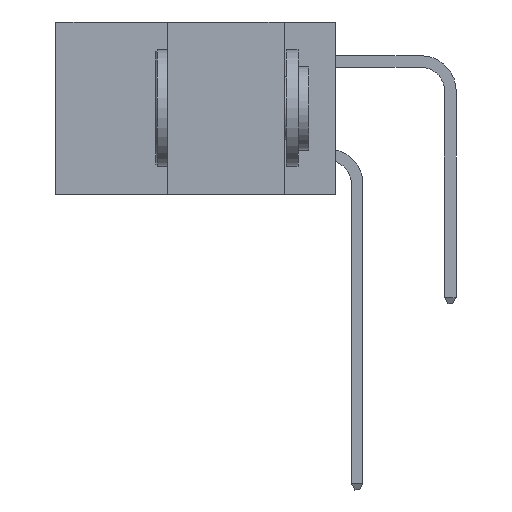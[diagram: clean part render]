
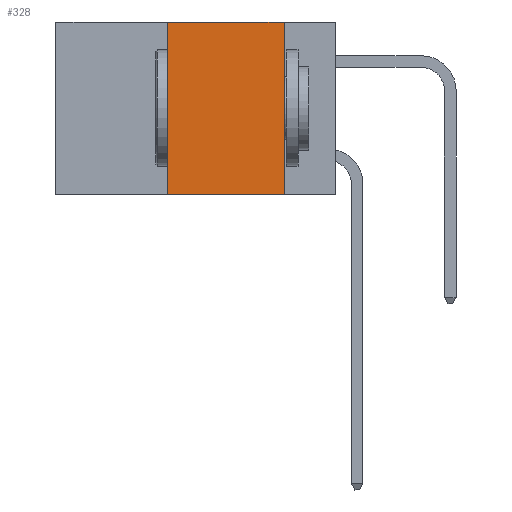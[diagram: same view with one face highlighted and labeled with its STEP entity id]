
A CAD part, left-side view. The second image highlights one B-rep face of the part: STEP entity #328.
In plain terms, the highlighted planar face has unit normal (-1, 0, 0).
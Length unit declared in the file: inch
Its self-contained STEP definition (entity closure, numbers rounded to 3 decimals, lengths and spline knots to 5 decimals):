
#328 = ADVANCED_FACE ( 'NONE', ( #9429 ), #10762, .F. ) ;
#493 = EDGE_CURVE ( 'NONE', #18408, #15546, #6857, .T. ) ;
#3554 = CARTESIAN_POINT ( 'NONE',  ( 0., 0.6, 0. ) ) ;
#4051 = DIRECTION ( 'NONE',  ( 0., 0., 1. ) ) ;
#4684 = CARTESIAN_POINT ( 'NONE',  ( 0., 0.36, -0.37 ) ) ;
#6857 = LINE ( 'NONE', #3554, #14501 ) ;
#7816 = ORIENTED_EDGE ( 'NONE', *, *, #22663, .F. ) ;
#9429 = FACE_OUTER_BOUND ( 'NONE', #24619, .T. ) ;
#10696 = AXIS2_PLACEMENT_3D ( 'NONE', #13295, #16248, #21843 ) ;
#10762 = PLANE ( 'NONE',  #10696 ) ;
#13125 = VERTEX_POINT ( 'NONE', #13276 ) ;
#13276 = CARTESIAN_POINT ( 'NONE',  ( 0., 0.11, -0.37 ) ) ;
#13295 = CARTESIAN_POINT ( 'NONE',  ( 0., 0.6, 0. ) ) ;
#13815 = LINE ( 'NONE', #34397, #15923 ) ;
#14501 = VECTOR ( 'NONE', #27770, 39.37008 ) ;
#14791 = VERTEX_POINT ( 'NONE', #4684 ) ;
#15546 = VERTEX_POINT ( 'NONE', #22590 ) ;
#15923 = VECTOR ( 'NONE', #31823, 39.37008 ) ;
#16248 = DIRECTION ( 'NONE',  ( 1., 0., 0. ) ) ;
#17200 = EDGE_CURVE ( 'NONE', #14791, #13125, #13815, .T. ) ;
#18098 = LINE ( 'NONE', #28030, #33138 ) ;
#18408 = VERTEX_POINT ( 'NONE', #20170 ) ;
#18658 = LINE ( 'NONE', #28951, #34463 ) ;
#19796 = ORIENTED_EDGE ( 'NONE', *, *, #493, .F. ) ;
#20170 = CARTESIAN_POINT ( 'NONE',  ( 0., 0.36, 0. ) ) ;
#21052 = ORIENTED_EDGE ( 'NONE', *, *, #25036, .F. ) ;
#21843 = DIRECTION ( 'NONE',  ( 0., 0., -1. ) ) ;
#21947 = ORIENTED_EDGE ( 'NONE', *, *, #17200, .T. ) ;
#22590 = CARTESIAN_POINT ( 'NONE',  ( 0., 0.11, 0. ) ) ;
#22663 = EDGE_CURVE ( 'NONE', #15546, #13125, #18098, .T. ) ;
#24619 = EDGE_LOOP ( 'NONE', ( #7816, #19796, #21052, #21947 ) ) ;
#25036 = EDGE_CURVE ( 'NONE', #14791, #18408, #18658, .T. ) ;
#27770 = DIRECTION ( 'NONE',  ( 0., -1., 0. ) ) ;
#28030 = CARTESIAN_POINT ( 'NONE',  ( 0., 0.11, 0. ) ) ;
#28951 = CARTESIAN_POINT ( 'NONE',  ( 0., 0.36, 0. ) ) ;
#31823 = DIRECTION ( 'NONE',  ( 0., -1., 0. ) ) ;
#33138 = VECTOR ( 'NONE', #34838, 39.37008 ) ;
#34397 = CARTESIAN_POINT ( 'NONE',  ( 0., 0.6, -0.37 ) ) ;
#34463 = VECTOR ( 'NONE', #4051, 39.37008 ) ;
#34838 = DIRECTION ( 'NONE',  ( 0., 0., -1. ) ) ;
